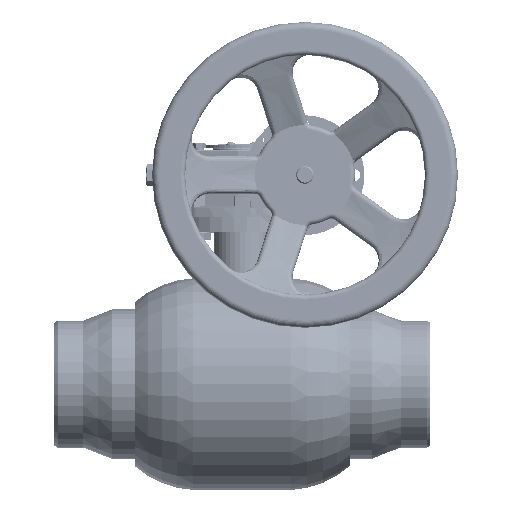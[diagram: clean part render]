
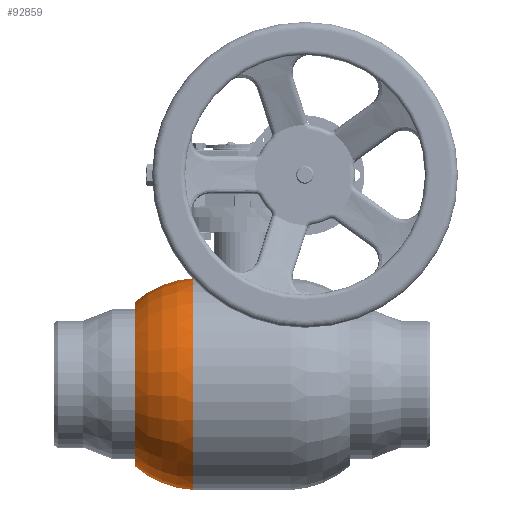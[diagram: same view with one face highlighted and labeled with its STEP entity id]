
A CAD part, top view. The second image highlights one B-rep face of the part: STEP entity #92859.
In plain terms, the highlighted toroidal (fillet/blend) face has major radius 9.151 mm and minor radius 80.945 mm.
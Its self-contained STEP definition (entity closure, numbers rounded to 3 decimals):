
#6251 = VERTEX_POINT ( 'NONE', #160247 ) ;
#9148 = DIRECTION ( 'NONE',  ( 0., 0., -1. ) ) ;
#9759 = DIRECTION ( 'NONE',  ( 0., 0., 1. ) ) ;
#18836 = EDGE_CURVE ( 'NONE', #6251, #173865, #63845, .T. ) ;
#23150 = CARTESIAN_POINT ( 'NONE',  ( -91.5, 0., 0. ) ) ;
#33416 = DIRECTION ( 'NONE',  ( 0., -1., 0. ) ) ;
#35280 = DIRECTION ( 'NONE',  ( -1., 0., 0. ) ) ;
#38409 = CARTESIAN_POINT ( 'NONE',  ( -37.555, -9.151, 0. ) ) ;
#40785 = ORIENTED_EDGE ( 'NONE', *, *, #149109, .T. ) ;
#49893 = DIRECTION ( 'NONE',  ( 0., -1., 0. ) ) ;
#54242 = EDGE_CURVE ( 'NONE', #104345, #54458, #145712, .T. ) ;
#54458 = VERTEX_POINT ( 'NONE', #86002 ) ;
#55789 = AXIS2_PLACEMENT_3D ( 'NONE', #91478, #94291, #49893 ) ;
#63845 = CIRCLE ( 'NONE', #169338, 69.5 ) ;
#68783 = EDGE_CURVE ( 'NONE', #104345, #6251, #116432, .T. ) ;
#81951 = CARTESIAN_POINT ( 'NONE',  ( -41.5, -90., 0. ) ) ;
#82578 = DIRECTION ( 'NONE',  ( -1., 0., 0. ) ) ;
#85188 = CARTESIAN_POINT ( 'NONE',  ( -91.5, 69.5, 0. ) ) ;
#86002 = CARTESIAN_POINT ( 'NONE',  ( -41.5, 90., 0. ) ) ;
#86793 = FACE_OUTER_BOUND ( 'NONE', #145732, .T. ) ;
#91478 = CARTESIAN_POINT ( 'NONE',  ( -37.555, 0., 0. ) ) ;
#92859 = ADVANCED_FACE ( 'NONE', ( #86793 ), #137213, .T. ) ;
#94291 = DIRECTION ( 'NONE',  ( -1., 0., 0. ) ) ;
#104345 = VERTEX_POINT ( 'NONE', #81951 ) ;
#107045 = CARTESIAN_POINT ( 'NONE',  ( -41.5, 0., 0. ) ) ;
#108161 = DIRECTION ( 'NONE',  ( 0., -1., 0. ) ) ;
#116432 = CIRCLE ( 'NONE', #134468, 80.945 ) ;
#134468 = AXIS2_PLACEMENT_3D ( 'NONE', #38409, #9148, #183767 ) ;
#137213 = TOROIDAL_SURFACE ( 'NONE', #55789, 9.151, 80.945 ) ;
#138241 = ORIENTED_EDGE ( 'NONE', *, *, #54242, .T. ) ;
#144793 = ORIENTED_EDGE ( 'NONE', *, *, #68783, .F. ) ;
#145712 = CIRCLE ( 'NONE', #148696, 90. ) ;
#145732 = EDGE_LOOP ( 'NONE', ( #138241, #40785, #167335, #144793 ) ) ;
#148696 = AXIS2_PLACEMENT_3D ( 'NONE', #107045, #35280, #33416 ) ;
#149109 = EDGE_CURVE ( 'NONE', #54458, #173865, #152582, .T. ) ;
#149529 = CARTESIAN_POINT ( 'NONE',  ( -37.555, 9.151, 0. ) ) ;
#152582 = CIRCLE ( 'NONE', #173738, 80.945 ) ;
#160247 = CARTESIAN_POINT ( 'NONE',  ( -91.5, -69.5, 0. ) ) ;
#167335 = ORIENTED_EDGE ( 'NONE', *, *, #18836, .F. ) ;
#168325 = DIRECTION ( 'NONE',  ( 0., -1., 0. ) ) ;
#169338 = AXIS2_PLACEMENT_3D ( 'NONE', #23150, #82578, #108161 ) ;
#173738 = AXIS2_PLACEMENT_3D ( 'NONE', #149529, #9759, #168325 ) ;
#173865 = VERTEX_POINT ( 'NONE', #85188 ) ;
#183767 = DIRECTION ( 'NONE',  ( -1., 0., 0. ) ) ;
